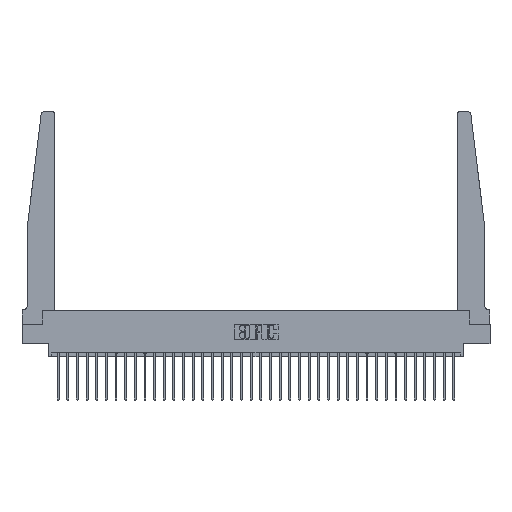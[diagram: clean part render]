
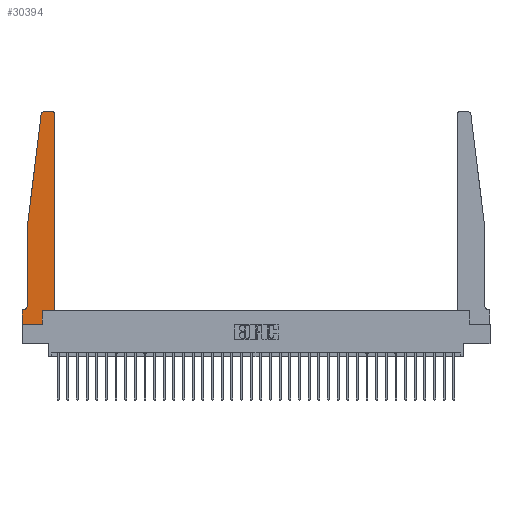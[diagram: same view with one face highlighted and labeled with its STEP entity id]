
A CAD part, top view. The second image highlights one B-rep face of the part: STEP entity #30394.
In plain terms, the highlighted planar face has unit normal (0, 0, 1).
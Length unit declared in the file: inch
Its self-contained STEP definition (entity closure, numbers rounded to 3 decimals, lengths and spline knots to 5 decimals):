
#414 = LINE ( 'NONE', #7424, #26306 ) ;
#1088 = EDGE_CURVE ( 'NONE', #3560, #12465, #414, .T. ) ;
#1287 = CARTESIAN_POINT ( 'NONE',  ( 0.065, 0.1875, 0.37 ) ) ;
#1618 = ORIENTED_EDGE ( 'NONE', *, *, #27498, .T. ) ;
#1965 = CARTESIAN_POINT ( 'NONE',  ( 0.425, 2.72, 0.37 ) ) ;
#1990 = ORIENTED_EDGE ( 'NONE', *, *, #31604, .T. ) ;
#2149 = EDGE_CURVE ( 'NONE', #7322, #10543, #11375, .T. ) ;
#3155 = EDGE_CURVE ( 'NONE', #12441, #10642, #29659, .T. ) ;
#3378 = CARTESIAN_POINT ( 'NONE',  ( 0., 0., 0.37 ) ) ;
#3560 = VERTEX_POINT ( 'NONE', #22219 ) ;
#3771 = DIRECTION ( 'NONE',  ( 1., 0., 0. ) ) ;
#3868 = DIRECTION ( 'NONE',  ( 1., 0., 0. ) ) ;
#3947 = VERTEX_POINT ( 'NONE', #16065 ) ;
#4112 = PLANE ( 'NONE',  #16013 ) ;
#4576 = CARTESIAN_POINT ( 'NONE',  ( 0.2605, 0., 0.37 ) ) ;
#4840 = EDGE_CURVE ( 'NONE', #12465, #19590, #30366, .T. ) ;
#4977 = VECTOR ( 'NONE', #18822, 39.37008 ) ;
#5259 = CARTESIAN_POINT ( 'NONE',  ( 0.015, 0.1875, 0.37 ) ) ;
#5595 = ORIENTED_EDGE ( 'NONE', *, *, #6505, .T. ) ;
#6021 = VERTEX_POINT ( 'NONE', #24433 ) ;
#6242 = LINE ( 'NONE', #9074, #18785 ) ;
#6505 = EDGE_CURVE ( 'NONE', #6021, #3947, #24572, .T. ) ;
#6826 = LINE ( 'NONE', #10191, #18599 ) ;
#6993 = CARTESIAN_POINT ( 'NONE',  ( 0.065, 0.2375, 0.37 ) ) ;
#7286 = ORIENTED_EDGE ( 'NONE', *, *, #9275, .T. ) ;
#7322 = VERTEX_POINT ( 'NONE', #3378 ) ;
#7424 = CARTESIAN_POINT ( 'NONE',  ( 0.065, 1.25, 0.37 ) ) ;
#9032 = CARTESIAN_POINT ( 'NONE',  ( 0.25, 2.75, 0.37 ) ) ;
#9074 = CARTESIAN_POINT ( 'NONE',  ( 0., 0., 0.37 ) ) ;
#9193 = CARTESIAN_POINT ( 'NONE',  ( 0., 0.1875, 0.37 ) ) ;
#9275 = EDGE_CURVE ( 'NONE', #15540, #12441, #21664, .T. ) ;
#10191 = CARTESIAN_POINT ( 'NONE',  ( 0.065, 1.25, 0.37 ) ) ;
#10294 = DIRECTION ( 'NONE',  ( -0.122, -0.992, 0. ) ) ;
#10321 = EDGE_CURVE ( 'NONE', #10543, #26754, #19218, .T. ) ;
#10495 = ORIENTED_EDGE ( 'NONE', *, *, #3155, .T. ) ;
#10543 = VERTEX_POINT ( 'NONE', #4576 ) ;
#10642 = VERTEX_POINT ( 'NONE', #22440 ) ;
#11040 = ORIENTED_EDGE ( 'NONE', *, *, #21016, .T. ) ;
#11278 = ORIENTED_EDGE ( 'NONE', *, *, #1088, .T. ) ;
#11375 = LINE ( 'NONE', #21325, #23908 ) ;
#11582 = CARTESIAN_POINT ( 'NONE',  ( 0.015, 0.2375, 0.37 ) ) ;
#11694 = DIRECTION ( 'NONE',  ( 1., 0., 0. ) ) ;
#12441 = VERTEX_POINT ( 'NONE', #1965 ) ;
#12465 = VERTEX_POINT ( 'NONE', #6993 ) ;
#12556 = VECTOR ( 'NONE', #28653, 39.37008 ) ;
#13250 = CARTESIAN_POINT ( 'NONE',  ( 0.395, 2.72, 0.37 ) ) ;
#13476 = EDGE_CURVE ( 'NONE', #10642, #6021, #19548, .T. ) ;
#13509 = ORIENTED_EDGE ( 'NONE', *, *, #10321, .T. ) ;
#13545 = CARTESIAN_POINT ( 'NONE',  ( 0.27653, 2.72, 0.37 ) ) ;
#13757 = VECTOR ( 'NONE', #3868, 39.37008 ) ;
#14070 = DIRECTION ( 'NONE',  ( -1., 0., 0. ) ) ;
#14711 = CARTESIAN_POINT ( 'NONE',  ( 0.2605, 0.18, 0.37 ) ) ;
#15540 = VERTEX_POINT ( 'NONE', #29863 ) ;
#15769 = DIRECTION ( 'NONE',  ( 1., 0., 0. ) ) ;
#15875 = CARTESIAN_POINT ( 'NONE',  ( 0., 0.1875, 0.37 ) ) ;
#16013 = AXIS2_PLACEMENT_3D ( 'NONE', #9193, #26674, #11694 ) ;
#16065 = CARTESIAN_POINT ( 'NONE',  ( 0.24675, 2.72367, 0.37 ) ) ;
#16078 = DIRECTION ( 'NONE',  ( 1., 0., 0. ) ) ;
#17415 = VERTEX_POINT ( 'NONE', #15875 ) ;
#17974 = EDGE_LOOP ( 'NONE', ( #20055, #5595, #1618, #11278, #26320, #1990, #20687, #27346, #13509, #11040, #7286, #10495 ) ) ;
#18297 = AXIS2_PLACEMENT_3D ( 'NONE', #13545, #30992, #16078 ) ;
#18599 = VECTOR ( 'NONE', #10294, 39.37008 ) ;
#18774 = VECTOR ( 'NONE', #29006, 39.37008 ) ;
#18785 = VECTOR ( 'NONE', #29054, 39.37008 ) ;
#18822 = DIRECTION ( 'NONE',  ( -1., 0., 0. ) ) ;
#18872 = CARTESIAN_POINT ( 'NONE',  ( 0.425, 0.18, 0.37 ) ) ;
#18934 = DIRECTION ( 'NONE',  ( 0., 1., 0. ) ) ;
#19218 = LINE ( 'NONE', #21154, #12556 ) ;
#19548 = LINE ( 'NONE', #9032, #18774 ) ;
#19590 = VERTEX_POINT ( 'NONE', #5259 ) ;
#19951 = AXIS2_PLACEMENT_3D ( 'NONE', #13250, #30688, #15769 ) ;
#20055 = ORIENTED_EDGE ( 'NONE', *, *, #13476, .T. ) ;
#20687 = ORIENTED_EDGE ( 'NONE', *, *, #30382, .T. ) ;
#21016 = EDGE_CURVE ( 'NONE', #26754, #15540, #31305, .T. ) ;
#21154 = CARTESIAN_POINT ( 'NONE',  ( 0.2605, 0.18, 0.37 ) ) ;
#21325 = CARTESIAN_POINT ( 'NONE',  ( 0., 0., 0.37 ) ) ;
#21664 = LINE ( 'NONE', #31324, #27487 ) ;
#22219 = CARTESIAN_POINT ( 'NONE',  ( 0.065, 1.25, 0.37 ) ) ;
#22440 = CARTESIAN_POINT ( 'NONE',  ( 0.395, 2.75, 0.37 ) ) ;
#23908 = VECTOR ( 'NONE', #3771, 39.37008 ) ;
#24433 = CARTESIAN_POINT ( 'NONE',  ( 0.27653, 2.75, 0.37 ) ) ;
#24572 = CIRCLE ( 'NONE', #18297, 0.03 ) ;
#24664 = FACE_OUTER_BOUND ( 'NONE', #17974, .T. ) ;
#24969 = LINE ( 'NONE', #1287, #4977 ) ;
#26306 = VECTOR ( 'NONE', #27440, 39.37008 ) ;
#26320 = ORIENTED_EDGE ( 'NONE', *, *, #4840, .T. ) ;
#26674 = DIRECTION ( 'NONE',  ( 0., 0., 1. ) ) ;
#26754 = VERTEX_POINT ( 'NONE', #14711 ) ;
#27346 = ORIENTED_EDGE ( 'NONE', *, *, #2149, .T. ) ;
#27440 = DIRECTION ( 'NONE',  ( 0., -1., 0. ) ) ;
#27487 = VECTOR ( 'NONE', #18934, 39.37008 ) ;
#27498 = EDGE_CURVE ( 'NONE', #3947, #3560, #6826, .T. ) ;
#28103 = AXIS2_PLACEMENT_3D ( 'NONE', #11582, #29046, #14070 ) ;
#28653 = DIRECTION ( 'NONE',  ( 0., 1., 0. ) ) ;
#29006 = DIRECTION ( 'NONE',  ( -1., 0., 0. ) ) ;
#29046 = DIRECTION ( 'NONE',  ( 0., 0., -1. ) ) ;
#29054 = DIRECTION ( 'NONE',  ( 0., -1., 0. ) ) ;
#29659 = CIRCLE ( 'NONE', #19951, 0.03 ) ;
#29863 = CARTESIAN_POINT ( 'NONE',  ( 0.425, 0.18, 0.37 ) ) ;
#30366 = CIRCLE ( 'NONE', #28103, 0.05 ) ;
#30382 = EDGE_CURVE ( 'NONE', #17415, #7322, #6242, .T. ) ;
#30394 = ADVANCED_FACE ( 'NONE', ( #24664 ), #4112, .T. ) ;
#30688 = DIRECTION ( 'NONE',  ( 0., 0., 1. ) ) ;
#30992 = DIRECTION ( 'NONE',  ( 0., 0., 1. ) ) ;
#31305 = LINE ( 'NONE', #18872, #13757 ) ;
#31324 = CARTESIAN_POINT ( 'NONE',  ( 0.425, 0.18, 0.37 ) ) ;
#31604 = EDGE_CURVE ( 'NONE', #19590, #17415, #24969, .T. ) ;
